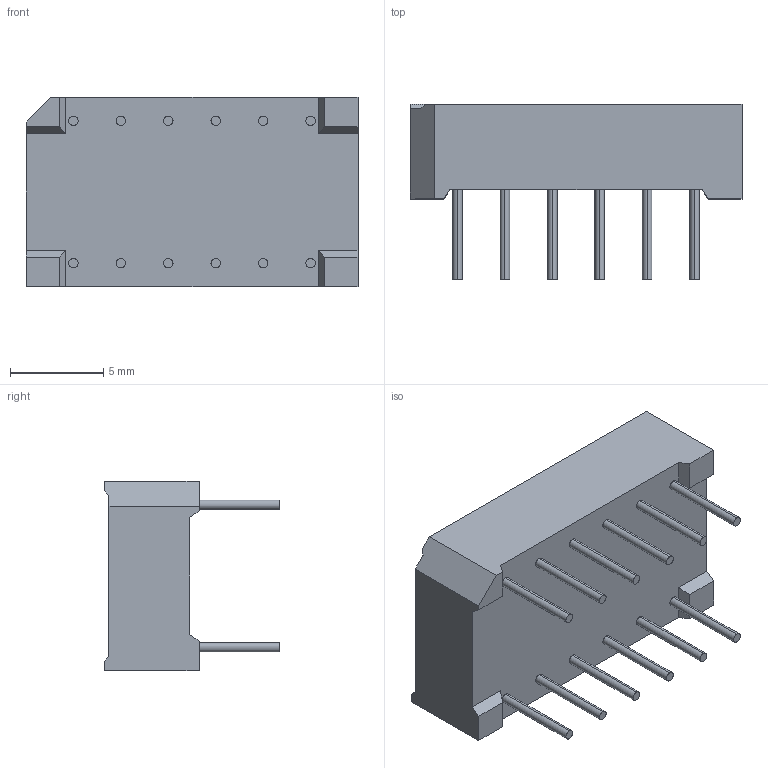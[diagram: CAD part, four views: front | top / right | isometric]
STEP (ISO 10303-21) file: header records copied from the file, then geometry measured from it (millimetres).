
FILE_DESCRIPTION (( 'STEP AP214' ), '1' );
FILE_NAME ('HCMS-2901.STEP', '2019-05-17T22:24:43', ( '' ), ( '' ), 'SwSTEP 2.0', 'SolidWorks 2017', '' );
FILE_SCHEMA (( 'AUTOMOTIVE_DESIGN' ));
Length unit declared in the file: inch
Products named in the file (1): HCMS-2901
Bounding box: 17.78 x 9.4 x 10.16 mm (x, y, z)
Volume: 800.2 mm3; surface area: 805.2 mm2
Topology: 17 solids, 17 shells, 115 faces, 231 edges, 154 vertices
Faces by surface type: plane 91, cylinder 24
Entity records: 3189 total; most frequent: DIRECTION 511, CARTESIAN_POINT 501, ORIENTED_EDGE 462, EDGE_CURVE 231, LINE 183, VECTOR 183, AXIS2_PLACEMENT_3D 164, VERTEX_POINT 154
